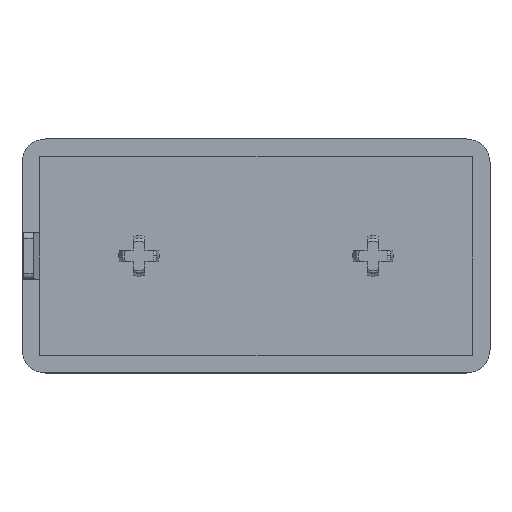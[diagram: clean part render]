
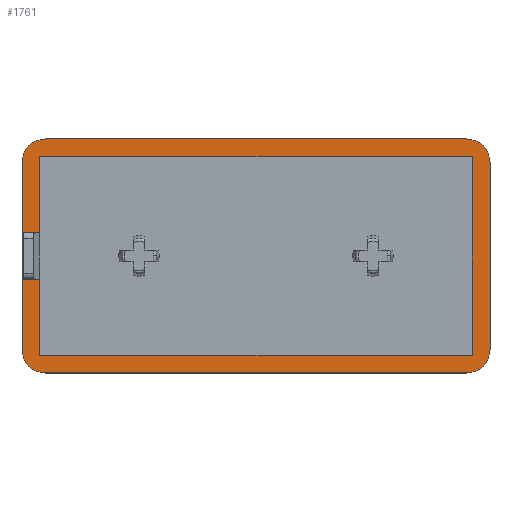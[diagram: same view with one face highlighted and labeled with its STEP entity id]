
A CAD part, top view. The second image highlights one B-rep face of the part: STEP entity #1761.
In plain terms, the highlighted planar face has unit normal (0, 0, 1).
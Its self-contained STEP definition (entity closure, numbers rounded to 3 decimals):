
#10 = VERTEX_POINT ( 'NONE', #131 ) ;
#34 = VERTEX_POINT ( 'NONE', #1133 ) ;
#57 = VERTEX_POINT ( 'NONE', #2020 ) ;
#125 = DIRECTION ( 'NONE',  ( 0., 1., 0. ) ) ;
#131 = CARTESIAN_POINT ( 'NONE',  ( -20., 16., 4. ) ) ;
#169 = VECTOR ( 'NONE', #1743, 1000. ) ;
#182 = EDGE_CURVE ( 'NONE', #10, #439, #990, .T. ) ;
#201 = CARTESIAN_POINT ( 'NONE',  ( -17., -17., 4. ) ) ;
#210 = EDGE_CURVE ( 'NONE', #34, #1009, #907, .T. ) ;
#220 = CARTESIAN_POINT ( 'NONE',  ( -17., 17., 4. ) ) ;
#280 = CARTESIAN_POINT ( 'NONE',  ( -17., 17., 4. ) ) ;
#295 = DIRECTION ( 'NONE',  ( 0., 0., 1. ) ) ;
#305 = PLANE ( 'NONE',  #1812 ) ;
#309 = CARTESIAN_POINT ( 'NONE',  ( -20., 20., 4. ) ) ;
#316 = VERTEX_POINT ( 'NONE', #566 ) ;
#319 = DIRECTION ( 'NONE',  ( -1., 0., 0. ) ) ;
#330 = VECTOR ( 'NONE', #565, 1000. ) ;
#369 = CARTESIAN_POINT ( 'NONE',  ( 60., 20., 4. ) ) ;
#405 = DIRECTION ( 'NONE',  ( 1., 0., 0. ) ) ;
#407 = AXIS2_PLACEMENT_3D ( 'NONE', #1216, #445, #1969 ) ;
#419 = CARTESIAN_POINT ( 'NONE',  ( -19.7, 20., 4. ) ) ;
#439 = VERTEX_POINT ( 'NONE', #2353 ) ;
#445 = DIRECTION ( 'NONE',  ( 0., 0., 1. ) ) ;
#478 = CARTESIAN_POINT ( 'NONE',  ( 56., -20., 4. ) ) ;
#503 = CIRCLE ( 'NONE', #407, 4. ) ;
#519 = DIRECTION ( 'NONE',  ( 1., 0., 0. ) ) ;
#542 = CARTESIAN_POINT ( 'NONE',  ( 56., 20., 4. ) ) ;
#565 = DIRECTION ( 'NONE',  ( 0., -1., 0. ) ) ;
#566 = CARTESIAN_POINT ( 'NONE',  ( -17., 4., 4. ) ) ;
#580 = VERTEX_POINT ( 'NONE', #542 ) ;
#630 = LINE ( 'NONE', #2341, #1361 ) ;
#635 = DIRECTION ( 'NONE',  ( 1., 0., 0. ) ) ;
#677 = LINE ( 'NONE', #419, #169 ) ;
#678 = VERTEX_POINT ( 'NONE', #478 ) ;
#680 = LINE ( 'NONE', #369, #1245 ) ;
#687 = EDGE_LOOP ( 'NONE', ( #2063, #2033, #2015, #1993, #1956, #1882, #1874, #1852 ) ) ;
#699 = DIRECTION ( 'NONE',  ( 0., -1., 0. ) ) ;
#734 = DIRECTION ( 'NONE',  ( 0., 0., 1. ) ) ;
#756 = DIRECTION ( 'NONE',  ( -1., 0., 0. ) ) ;
#851 = CARTESIAN_POINT ( 'NONE',  ( -17., -4., 4. ) ) ;
#902 = CARTESIAN_POINT ( 'NONE',  ( 60., 16., 4. ) ) ;
#907 = LINE ( 'NONE', #220, #1126 ) ;
#934 = VERTEX_POINT ( 'NONE', #1983 ) ;
#938 = EDGE_CURVE ( 'NONE', #1151, #316, #2039, .T. ) ;
#961 = DIRECTION ( 'NONE',  ( 0., -1., 0. ) ) ;
#967 = DIRECTION ( 'NONE',  ( 0., 1., 0. ) ) ;
#990 = LINE ( 'NONE', #1685, #330 ) ;
#1009 = VERTEX_POINT ( 'NONE', #1734 ) ;
#1023 = EDGE_CURVE ( 'NONE', #57, #34, #2099, .T. ) ;
#1027 = CARTESIAN_POINT ( 'NONE',  ( 60., -4., 4. ) ) ;
#1028 = FACE_BOUND ( 'NONE', #1979, .T. ) ;
#1084 = LINE ( 'NONE', #280, #2509 ) ;
#1099 = EDGE_CURVE ( 'NONE', #1432, #57, #1949, .T. ) ;
#1126 = VECTOR ( 'NONE', #756, 1000. ) ;
#1133 = CARTESIAN_POINT ( 'NONE',  ( 57., 17., 4. ) ) ;
#1141 = EDGE_CURVE ( 'NONE', #1009, #316, #1801, .T. ) ;
#1151 = VERTEX_POINT ( 'NONE', #2111 ) ;
#1185 = AXIS2_PLACEMENT_3D ( 'NONE', #1467, #295, #1639 ) ;
#1216 = CARTESIAN_POINT ( 'NONE',  ( -16., -16., 4. ) ) ;
#1218 = DIRECTION ( 'NONE',  ( 0., 0., 1. ) ) ;
#1245 = VECTOR ( 'NONE', #125, 1000. ) ;
#1281 = CARTESIAN_POINT ( 'NONE',  ( 60., 20., 4. ) ) ;
#1290 = VECTOR ( 'NONE', #319, 1000. ) ;
#1361 = VECTOR ( 'NONE', #635, 1000. ) ;
#1371 = DIRECTION ( 'NONE',  ( 1., 0., 0. ) ) ;
#1429 = AXIS2_PLACEMENT_3D ( 'NONE', #2343, #1218, #2532 ) ;
#1432 = VERTEX_POINT ( 'NONE', #1774 ) ;
#1467 = CARTESIAN_POINT ( 'NONE',  ( 56., 16., 4. ) ) ;
#1517 = EDGE_CURVE ( 'NONE', #439, #934, #503, .T. ) ;
#1574 = EDGE_CURVE ( 'NONE', #934, #678, #630, .T. ) ;
#1587 = VECTOR ( 'NONE', #1965, 1000. ) ;
#1631 = CARTESIAN_POINT ( 'NONE',  ( 60., -16., 4. ) ) ;
#1639 = DIRECTION ( 'NONE',  ( 1., 0., 0. ) ) ;
#1660 = CIRCLE ( 'NONE', #2196, 4. ) ;
#1685 = CARTESIAN_POINT ( 'NONE',  ( -20., 20., 4. ) ) ;
#1688 = LINE ( 'NONE', #1027, #1587 ) ;
#1703 = ORIENTED_EDGE ( 'NONE', *, *, #1099, .F. ) ;
#1708 = VERTEX_POINT ( 'NONE', #902 ) ;
#1710 = VERTEX_POINT ( 'NONE', #1631 ) ;
#1715 = EDGE_CURVE ( 'NONE', #1708, #580, #2529, .T. ) ;
#1729 = ORIENTED_EDGE ( 'NONE', *, *, #1023, .F. ) ;
#1734 = CARTESIAN_POINT ( 'NONE',  ( -17., 17., 4. ) ) ;
#1737 = ORIENTED_EDGE ( 'NONE', *, *, #210, .F. ) ;
#1743 = DIRECTION ( 'NONE',  ( 0., 1., 0. ) ) ;
#1761 = ADVANCED_FACE ( 'NONE', ( #1970, #1028 ), #305, .T. ) ;
#1770 = ORIENTED_EDGE ( 'NONE', *, *, #1141, .F. ) ;
#1772 = CARTESIAN_POINT ( 'NONE',  ( -19.7, -4., 4. ) ) ;
#1774 = CARTESIAN_POINT ( 'NONE',  ( -17., -17., 4. ) ) ;
#1793 = CARTESIAN_POINT ( 'NONE',  ( -16., 20., 4. ) ) ;
#1798 = ORIENTED_EDGE ( 'NONE', *, *, #938, .T. ) ;
#1801 = LINE ( 'NONE', #2131, #1850 ) ;
#1807 = ORIENTED_EDGE ( 'NONE', *, *, #1946, .T. ) ;
#1809 = EDGE_CURVE ( 'NONE', #678, #1710, #1660, .T. ) ;
#1812 = AXIS2_PLACEMENT_3D ( 'NONE', #1281, #1829, #519 ) ;
#1813 = EDGE_CURVE ( 'NONE', #580, #2510, #2110, .T. ) ;
#1828 = ORIENTED_EDGE ( 'NONE', *, *, #2027, .T. ) ;
#1829 = DIRECTION ( 'NONE',  ( 0., 0., 1. ) ) ;
#1846 = CARTESIAN_POINT ( 'NONE',  ( 56., -16., 4. ) ) ;
#1847 = ORIENTED_EDGE ( 'NONE', *, *, #2199, .F. ) ;
#1850 = VECTOR ( 'NONE', #961, 1000. ) ;
#1851 = VECTOR ( 'NONE', #405, 1000. ) ;
#1852 = ORIENTED_EDGE ( 'NONE', *, *, #1715, .T. ) ;
#1874 = ORIENTED_EDGE ( 'NONE', *, *, #1886, .T. ) ;
#1882 = ORIENTED_EDGE ( 'NONE', *, *, #1809, .T. ) ;
#1886 = EDGE_CURVE ( 'NONE', #1710, #1708, #680, .T. ) ;
#1904 = CIRCLE ( 'NONE', #1429, 4. ) ;
#1914 = VECTOR ( 'NONE', #967, 1000. ) ;
#1946 = EDGE_CURVE ( 'NONE', #2029, #1151, #677, .T. ) ;
#1949 = LINE ( 'NONE', #201, #1851 ) ;
#1956 = ORIENTED_EDGE ( 'NONE', *, *, #1574, .T. ) ;
#1965 = DIRECTION ( 'NONE',  ( -1., 0., 0. ) ) ;
#1969 = DIRECTION ( 'NONE',  ( 1., 0., 0. ) ) ;
#1970 = FACE_OUTER_BOUND ( 'NONE', #687, .T. ) ;
#1979 = EDGE_LOOP ( 'NONE', ( #1847, #1828, #1807, #1798, #1770, #1737, #1729, #1703 ) ) ;
#1983 = CARTESIAN_POINT ( 'NONE',  ( -16., -20., 4. ) ) ;
#1993 = ORIENTED_EDGE ( 'NONE', *, *, #1517, .T. ) ;
#2015 = ORIENTED_EDGE ( 'NONE', *, *, #182, .T. ) ;
#2020 = CARTESIAN_POINT ( 'NONE',  ( 57., -17., 4. ) ) ;
#2027 = EDGE_CURVE ( 'NONE', #2043, #2029, #1688, .T. ) ;
#2029 = VERTEX_POINT ( 'NONE', #1772 ) ;
#2033 = ORIENTED_EDGE ( 'NONE', *, *, #2455, .T. ) ;
#2038 = VECTOR ( 'NONE', #1371, 1000. ) ;
#2039 = LINE ( 'NONE', #2275, #2038 ) ;
#2043 = VERTEX_POINT ( 'NONE', #851 ) ;
#2046 = DIRECTION ( 'NONE',  ( 1., 0., 0. ) ) ;
#2063 = ORIENTED_EDGE ( 'NONE', *, *, #1813, .T. ) ;
#2099 = LINE ( 'NONE', #2282, #1914 ) ;
#2110 = LINE ( 'NONE', #309, #1290 ) ;
#2111 = CARTESIAN_POINT ( 'NONE',  ( -19.7, 4., 4. ) ) ;
#2131 = CARTESIAN_POINT ( 'NONE',  ( -17., 17., 4. ) ) ;
#2196 = AXIS2_PLACEMENT_3D ( 'NONE', #1846, #734, #2046 ) ;
#2199 = EDGE_CURVE ( 'NONE', #2043, #1432, #1084, .T. ) ;
#2275 = CARTESIAN_POINT ( 'NONE',  ( 60., 4., 4. ) ) ;
#2282 = CARTESIAN_POINT ( 'NONE',  ( 57., 17., 4. ) ) ;
#2341 = CARTESIAN_POINT ( 'NONE',  ( -20., -20., 4. ) ) ;
#2343 = CARTESIAN_POINT ( 'NONE',  ( -16., 16., 4. ) ) ;
#2353 = CARTESIAN_POINT ( 'NONE',  ( -20., -16., 4. ) ) ;
#2455 = EDGE_CURVE ( 'NONE', #2510, #10, #1904, .T. ) ;
#2509 = VECTOR ( 'NONE', #699, 1000. ) ;
#2510 = VERTEX_POINT ( 'NONE', #1793 ) ;
#2529 = CIRCLE ( 'NONE', #1185, 4. ) ;
#2532 = DIRECTION ( 'NONE',  ( 1., 0., 0. ) ) ;
